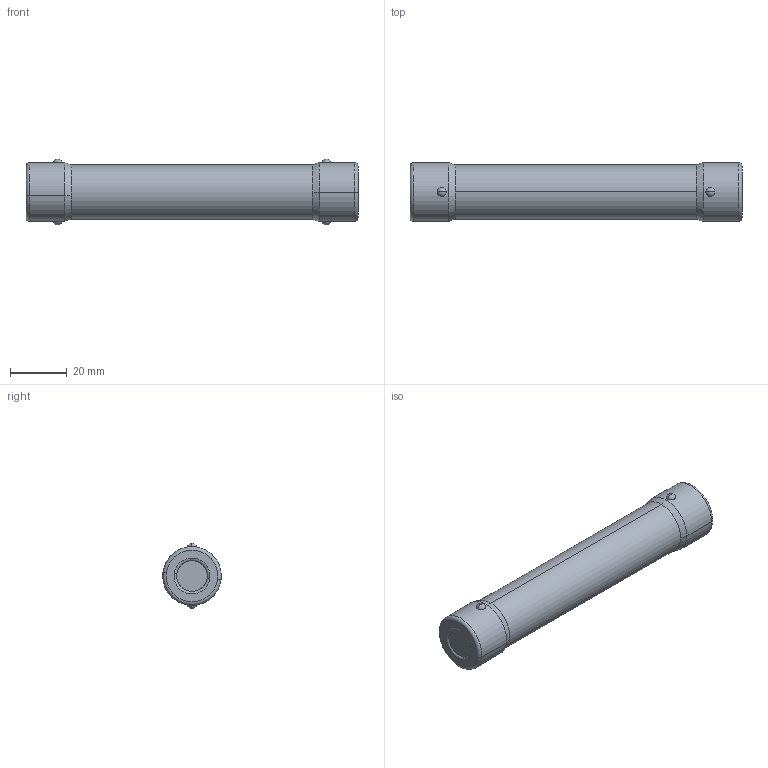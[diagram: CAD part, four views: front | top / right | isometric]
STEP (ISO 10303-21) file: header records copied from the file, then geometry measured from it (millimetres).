
FILE_DESCRIPTION (( 'STEP AP214' ), '1' );
FILE_NAME ('14009revD.STEP', '2014-07-10T19:22:58', ( '' ), ( '' ), 'SwSTEP 2.0', 'SolidWorks 2013', '' );
FILE_SCHEMA (( 'AUTOMOTIVE_DESIGN' ));
Length unit declared in the file: inch
Products named in the file (1): 14009revD
Bounding box: 117.47 x 20.73 x 23.22 mm (x, y, z)
Surface area: 9987.8 mm2 (no closed solid volume)
Topology: 0 solids, 9 shells, 42 faces, 90 edges, 56 vertices
Faces by surface type: cone 12, torus 8, sphere 8, cylinder 6, bspline 4, plane 4
Entity records: 1843 total; most frequent: CARTESIAN_POINT 341, DIRECTION 232, ORIENTED_EDGE 156, AXIS2_PLACEMENT_3D 107, EDGE_CURVE 90, CIRCLE 68, VERTEX_POINT 56, DIMENSIONAL_EXPONENTS 44
